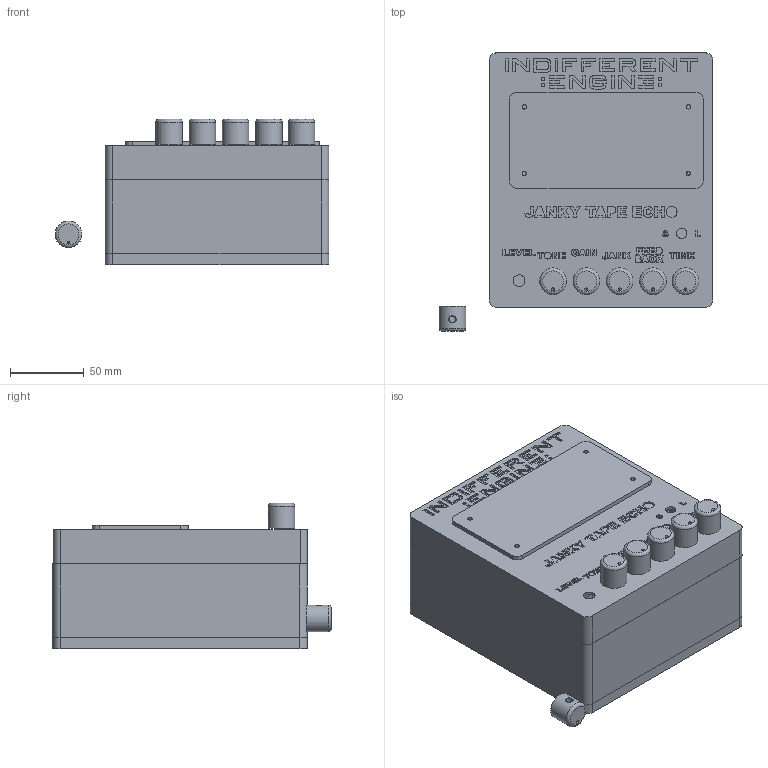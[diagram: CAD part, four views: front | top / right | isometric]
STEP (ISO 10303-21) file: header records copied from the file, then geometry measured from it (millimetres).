
FILE_DESCRIPTION(/* description */ (''),/* implementation_level */ '2;1');
FILE_NAME(/* name */ 'Janky Tape Echo MkII.step',/* time_stamp */ '2023-03-03T20:23:23Z',/* author */ (''),/* organization */ (''),/* preprocessor_version */ 'ST-DEVELOPER v19.2',/* originating_system */ 'Autodesk Translation Framework v11.17.0.187',/* authorisation */ '');
FILE_SCHEMA (('AUTOMOTIVE_DESIGN { 1 0 10303 214 3 1 1 }'));
Products named in the file (12): Janky Tape Echo MkII; EnclosureBottomPlate; GuideTopper2; EnclosureBody; EnclosureLid; GuideTopper1; GlassDummy; HeadMount (1); TransportMount; ReelTopClamp1; ReelTopClamp2; Knob_DShaft
Assembly tree (16 placements, depth 2):
  Janky Tape Echo MkII
    EnclosureBottomPlate
    GuideTopper2
    EnclosureBody
    EnclosureLid
    GuideTopper1
    GlassDummy
    HeadMount (1)
    TransportMount
    ReelTopClamp1
    ReelTopClamp2
    Knob_DShaft  x6
Bounding box: 185 x 188.12 x 98.37 mm (x, y, z)
Volume: 613877.7 mm3; surface area: 279229.2 mm2
Topology: 16 solids, 16 shells, 1800 faces, 4865 edges, 3237 vertices
Faces by surface type: plane 1178, bspline 393, cylinder 217, torus 6, sphere 6
Full cylindrical faces by diameter (mm): 2 x6, 2.4 x8, 2.5 x5, 3 x22, 4 x13, 4.5 x14, 5 x3, 6 x4, 7 x1, 7.5 x4, 8 x6, 10 x6, 11.4 x4, 12 x3, 13 x4, 18 x6, 26 x1
Entity records: 59051 total; most frequent: CARTESIAN_POINT 17115, ORIENTED_EDGE 9508, DIRECTION 7000, EDGE_CURVE 4754, LINE 3428, VECTOR 3428, VERTEX_POINT 3167, EDGE_LOOP 2013
